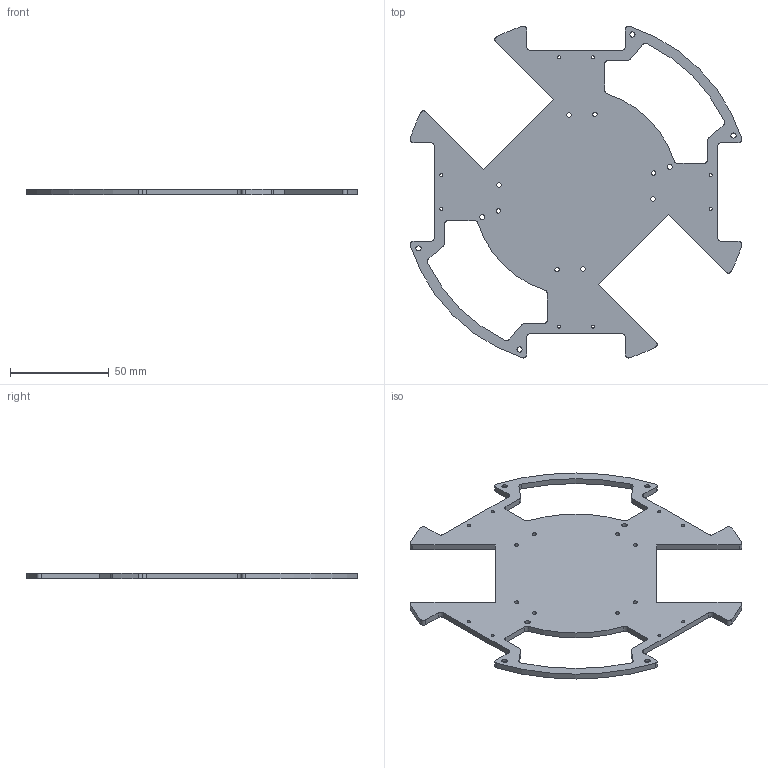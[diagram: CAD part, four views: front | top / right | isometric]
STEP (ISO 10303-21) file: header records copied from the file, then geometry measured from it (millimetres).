
FILE_DESCRIPTION(/* description */ (''),/* implementation_level */ '2;1');
FILE_NAME(/* name */ 'SecondPlate.stp',/* time_stamp */ '2024-03-09T14:13:30+09:00',/* author */ ('Hanaoka'),/* organization */ (''),/* preprocessor_version */ 'ST-DEVELOPER v20',/* originating_system */ 'Autodesk Inventor 2024',/* authorisation */ '');
FILE_SCHEMA (('AUTOMOTIVE_DESIGN { 1 0 10303 214 3 1 1 }'));
Length unit declared in the file: millimetre
Products named in the file (1): SecondPlate
Bounding box: 167.68 x 167.68 x 3 mm (x, y, z)
Volume: 37342.3 mm3; surface area: 29804.1 mm2
Topology: 1 solids, 1 shells, 144 faces, 402 edges, 268 vertices
Faces by surface type: cylinder 88, plane 56
Full cylindrical faces by diameter (mm): 1.6 x8, 2.2 x8, 2.6 x6, 5 x4
Entity records: 4841 total; most frequent: DIRECTION 868, CARTESIAN_POINT 815, ORIENTED_EDGE 804, EDGE_CURVE 402, AXIS2_PLACEMENT_3D 321, VERTEX_POINT 268, LINE 226, VECTOR 226
